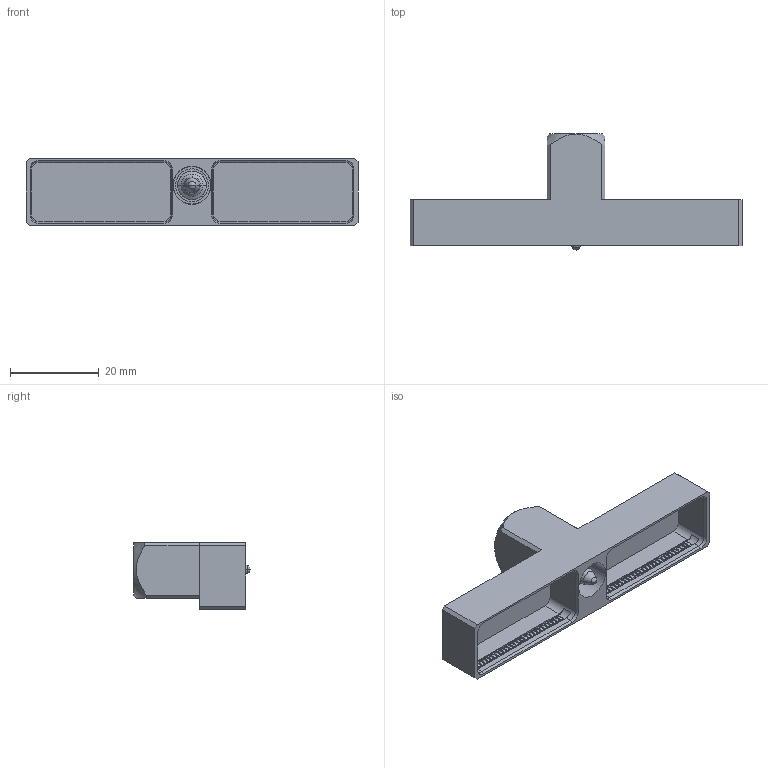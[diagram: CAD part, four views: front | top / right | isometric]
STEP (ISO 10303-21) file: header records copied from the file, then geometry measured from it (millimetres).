
FILE_DESCRIPTION((''),'2;1');
FILE_NAME('SIM2D34N200','2019-09-26T',('presta_be4'),(''),'PRO/ENGINEER BY PARAMETRIC TECHNOLOGY CORPORATION, 2014310','PRO/ENGINEER BY PARAMETRIC TECHNOLOGY CORPORATION, 2014310','');
FILE_SCHEMA(('CONFIG_CONTROL_DESIGN'));
Products named in the file (1): SIM2D34N200
Bounding box: 74.95 x 26.2 x 15.06 mm (x, y, z)
Volume: 5627.3 mm3; surface area: 8858.1 mm2
Topology: 1 solids, 1 shells, 3193 faces, 9163 edges, 5519 vertices
Faces by surface type: plane 1018, cylinder 857, cone 450, sphere 434, torus 432, bspline 2
Entity records: 100650 total; most frequent: DIRECTION 18580, CARTESIAN_POINT 18096, ORIENTED_EDGE 16594, EDGE_CURVE 8297, AXIS2_PLACEMENT_3D 7111, VERTEX_POINT 5519, VECTOR 4358, LINE 4358
